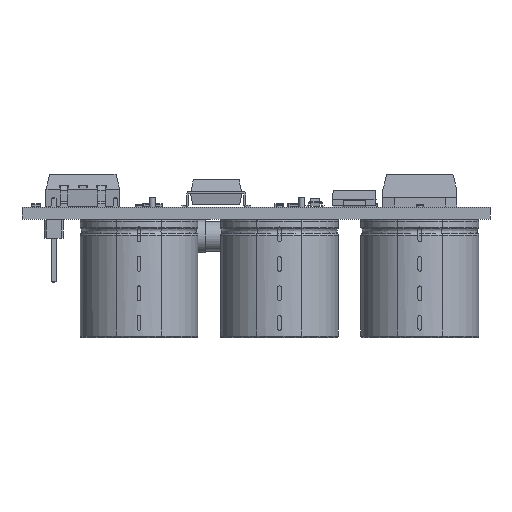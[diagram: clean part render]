
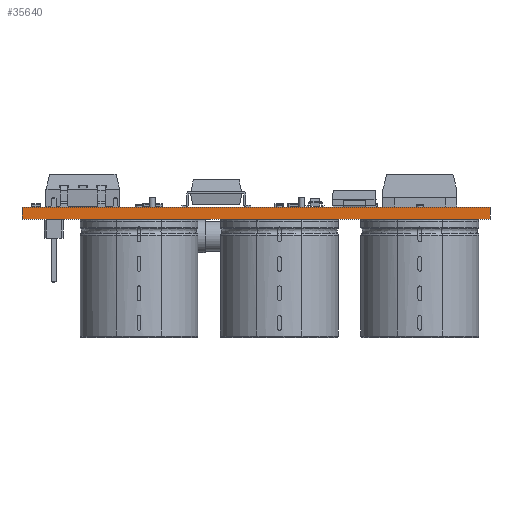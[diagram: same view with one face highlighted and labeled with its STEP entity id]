
A CAD part, front view. The second image highlights one B-rep face of the part: STEP entity #35640.
In plain terms, the highlighted planar face has unit normal (0, -1, 0).
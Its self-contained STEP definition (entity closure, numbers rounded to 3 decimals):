
#33244 = PLANE('',#33245);
#33245 = AXIS2_PLACEMENT_3D('',#33246,#33247,#33248);
#33246 = CARTESIAN_POINT('',(89.535,-101.6,1.6));
#33247 = DIRECTION('',(0.,0.,1.));
#33248 = DIRECTION('',(1.,0.,-0.));
#33272 = PLANE('',#33273);
#33273 = AXIS2_PLACEMENT_3D('',#33274,#33275,#33276);
#33274 = CARTESIAN_POINT('',(57.785,-53.34,0.));
#33275 = DIRECTION('',(1.,0.,-0.));
#33276 = DIRECTION('',(0.,-1.,0.));
#33298 = PLANE('',#33299);
#33299 = AXIS2_PLACEMENT_3D('',#33300,#33301,#33302);
#33300 = CARTESIAN_POINT('',(89.535,-101.6,0.));
#33301 = DIRECTION('',(0.,0.,1.));
#33302 = DIRECTION('',(1.,0.,-0.));
#33331 = PLANE('',#33332);
#33332 = AXIS2_PLACEMENT_3D('',#33333,#33334,#33335);
#33333 = CARTESIAN_POINT('',(121.285,-160.02,0.));
#33334 = DIRECTION('',(-1.,0.,0.));
#33335 = DIRECTION('',(0.,1.,0.));
#33391 = VERTEX_POINT('',#33392);
#33392 = CARTESIAN_POINT('',(57.785,-160.02,1.6));
#33413 = EDGE_CURVE('',#33414,#33391,#33416,.T.);
#33414 = VERTEX_POINT('',#33415);
#33415 = CARTESIAN_POINT('',(57.785,-160.02,0.));
#33416 = SURFACE_CURVE('',#33417,(#33421,#33428),.PCURVE_S1.);
#33417 = LINE('',#33418,#33419);
#33418 = CARTESIAN_POINT('',(57.785,-160.02,0.));
#33419 = VECTOR('',#33420,1.);
#33420 = DIRECTION('',(0.,0.,1.));
#33421 = PCURVE('',#33272,#33422);
#33422 = DEFINITIONAL_REPRESENTATION('',(#33423),#33427);
#33423 = LINE('',#33424,#33425);
#33424 = CARTESIAN_POINT('',(106.68,0.));
#33425 = VECTOR('',#33426,1.);
#33426 = DIRECTION('',(0.,-1.));
#33427 = ( GEOMETRIC_REPRESENTATION_CONTEXT(2) 
PARAMETRIC_REPRESENTATION_CONTEXT() REPRESENTATION_CONTEXT('2D SPACE',''
  ) );
#33428 = PCURVE('',#33429,#33434);
#33429 = PLANE('',#33430);
#33430 = AXIS2_PLACEMENT_3D('',#33431,#33432,#33433);
#33431 = CARTESIAN_POINT('',(57.785,-160.02,0.));
#33432 = DIRECTION('',(0.,1.,0.));
#33433 = DIRECTION('',(1.,0.,0.));
#33434 = DEFINITIONAL_REPRESENTATION('',(#33435),#33439);
#33435 = LINE('',#33436,#33437);
#33436 = CARTESIAN_POINT('',(0.,0.));
#33437 = VECTOR('',#33438,1.);
#33438 = DIRECTION('',(0.,-1.));
#33439 = ( GEOMETRIC_REPRESENTATION_CONTEXT(2) 
PARAMETRIC_REPRESENTATION_CONTEXT() REPRESENTATION_CONTEXT('2D SPACE',''
  ) );
#33467 = EDGE_CURVE('',#33414,#33468,#33470,.T.);
#33468 = VERTEX_POINT('',#33469);
#33469 = CARTESIAN_POINT('',(121.285,-160.02,0.));
#33470 = SURFACE_CURVE('',#33471,(#33475,#33482),.PCURVE_S1.);
#33471 = LINE('',#33472,#33473);
#33472 = CARTESIAN_POINT('',(57.785,-160.02,0.));
#33473 = VECTOR('',#33474,1.);
#33474 = DIRECTION('',(1.,0.,0.));
#33475 = PCURVE('',#33298,#33476);
#33476 = DEFINITIONAL_REPRESENTATION('',(#33477),#33481);
#33477 = LINE('',#33478,#33479);
#33478 = CARTESIAN_POINT('',(-31.75,-58.42));
#33479 = VECTOR('',#33480,1.);
#33480 = DIRECTION('',(1.,0.));
#33481 = ( GEOMETRIC_REPRESENTATION_CONTEXT(2) 
PARAMETRIC_REPRESENTATION_CONTEXT() REPRESENTATION_CONTEXT('2D SPACE',''
  ) );
#33482 = PCURVE('',#33429,#33483);
#33483 = DEFINITIONAL_REPRESENTATION('',(#33484),#33488);
#33484 = LINE('',#33485,#33486);
#33485 = CARTESIAN_POINT('',(0.,0.));
#33486 = VECTOR('',#33487,1.);
#33487 = DIRECTION('',(1.,0.));
#33488 = ( GEOMETRIC_REPRESENTATION_CONTEXT(2) 
PARAMETRIC_REPRESENTATION_CONTEXT() REPRESENTATION_CONTEXT('2D SPACE',''
  ) );
#34633 = EDGE_CURVE('',#33391,#34634,#34636,.T.);
#34634 = VERTEX_POINT('',#34635);
#34635 = CARTESIAN_POINT('',(121.285,-160.02,1.6));
#34636 = SURFACE_CURVE('',#34637,(#34641,#34648),.PCURVE_S1.);
#34637 = LINE('',#34638,#34639);
#34638 = CARTESIAN_POINT('',(57.785,-160.02,1.6));
#34639 = VECTOR('',#34640,1.);
#34640 = DIRECTION('',(1.,0.,0.));
#34641 = PCURVE('',#33244,#34642);
#34642 = DEFINITIONAL_REPRESENTATION('',(#34643),#34647);
#34643 = LINE('',#34644,#34645);
#34644 = CARTESIAN_POINT('',(-31.75,-58.42));
#34645 = VECTOR('',#34646,1.);
#34646 = DIRECTION('',(1.,0.));
#34647 = ( GEOMETRIC_REPRESENTATION_CONTEXT(2) 
PARAMETRIC_REPRESENTATION_CONTEXT() REPRESENTATION_CONTEXT('2D SPACE',''
  ) );
#34648 = PCURVE('',#33429,#34649);
#34649 = DEFINITIONAL_REPRESENTATION('',(#34650),#34654);
#34650 = LINE('',#34651,#34652);
#34651 = CARTESIAN_POINT('',(0.,-1.6));
#34652 = VECTOR('',#34653,1.);
#34653 = DIRECTION('',(1.,0.));
#34654 = ( GEOMETRIC_REPRESENTATION_CONTEXT(2) 
PARAMETRIC_REPRESENTATION_CONTEXT() REPRESENTATION_CONTEXT('2D SPACE',''
  ) );
#35617 = EDGE_CURVE('',#33468,#34634,#35618,.T.);
#35618 = SURFACE_CURVE('',#35619,(#35623,#35630),.PCURVE_S1.);
#35619 = LINE('',#35620,#35621);
#35620 = CARTESIAN_POINT('',(121.285,-160.02,0.));
#35621 = VECTOR('',#35622,1.);
#35622 = DIRECTION('',(0.,0.,1.));
#35623 = PCURVE('',#33331,#35624);
#35624 = DEFINITIONAL_REPRESENTATION('',(#35625),#35629);
#35625 = LINE('',#35626,#35627);
#35626 = CARTESIAN_POINT('',(0.,0.));
#35627 = VECTOR('',#35628,1.);
#35628 = DIRECTION('',(0.,-1.));
#35629 = ( GEOMETRIC_REPRESENTATION_CONTEXT(2) 
PARAMETRIC_REPRESENTATION_CONTEXT() REPRESENTATION_CONTEXT('2D SPACE',''
  ) );
#35630 = PCURVE('',#33429,#35631);
#35631 = DEFINITIONAL_REPRESENTATION('',(#35632),#35636);
#35632 = LINE('',#35633,#35634);
#35633 = CARTESIAN_POINT('',(63.5,0.));
#35634 = VECTOR('',#35635,1.);
#35635 = DIRECTION('',(0.,-1.));
#35636 = ( GEOMETRIC_REPRESENTATION_CONTEXT(2) 
PARAMETRIC_REPRESENTATION_CONTEXT() REPRESENTATION_CONTEXT('2D SPACE',''
  ) );
#35640 = ADVANCED_FACE('',(#35641),#33429,.F.);
#35641 = FACE_BOUND('',#35642,.F.);
#35642 = EDGE_LOOP('',(#35643,#35644,#35645,#35646));
#35643 = ORIENTED_EDGE('',*,*,#33413,.T.);
#35644 = ORIENTED_EDGE('',*,*,#34633,.T.);
#35645 = ORIENTED_EDGE('',*,*,#35617,.F.);
#35646 = ORIENTED_EDGE('',*,*,#33467,.F.);
